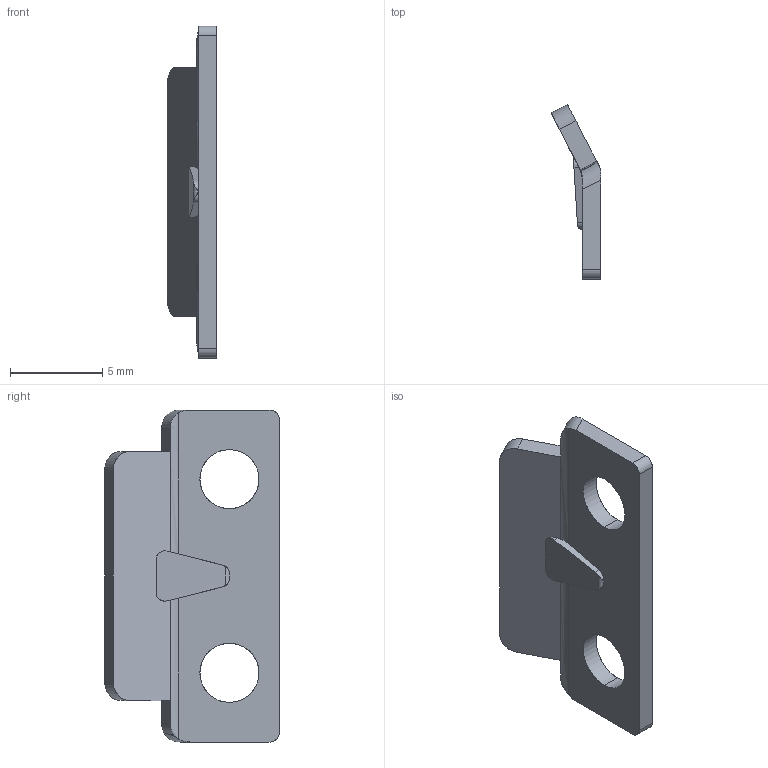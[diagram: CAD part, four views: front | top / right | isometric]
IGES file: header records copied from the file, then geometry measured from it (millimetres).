
Start section: SolidWorks IGES file using analytic representation for surfaces
Global section: file name: AC 119.IGS; native system: SolidWorks 2008; preprocessor: SolidWorks 2008; author: cbrechard; date: 100928.154831; units: millimetre
Bounding box: 2.7 x 9.46 x 18 mm (x, y, z)
Surface area: 357.6 mm2 (no closed solid volume)
Topology: 0 solids, 0 shells, 46 faces, 465 edges, 465 vertices
Faces by surface type: bspline 27, revolution 19
